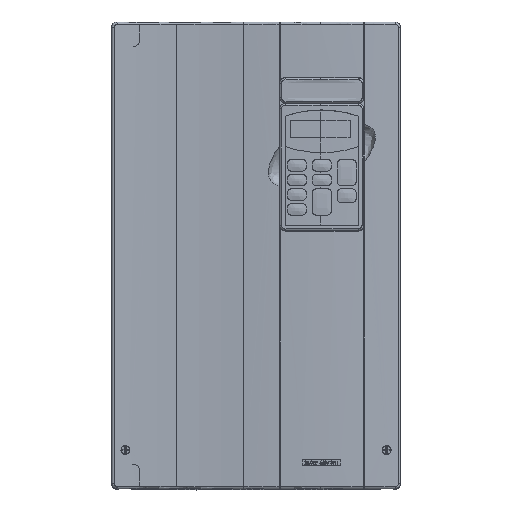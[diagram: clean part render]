
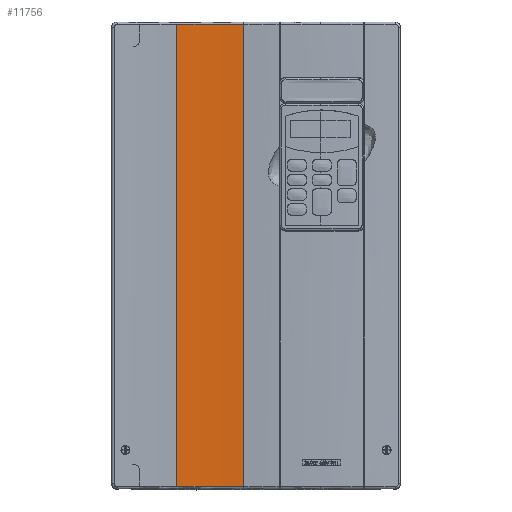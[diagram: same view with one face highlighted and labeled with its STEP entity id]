
A CAD part, top view. The second image highlights one B-rep face of the part: STEP entity #11756.
In plain terms, the highlighted cylindrical face has radius 674.116 mm (diameter 1348.23 mm), a partial arc.
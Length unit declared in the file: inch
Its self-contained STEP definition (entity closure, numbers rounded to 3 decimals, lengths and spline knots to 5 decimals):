
#18 = VERTEX_POINT ( 'NONE', #36987 ) ;
#1689 = CARTESIAN_POINT ( 'NONE',  ( -2.7, 7.87, 3.86922 ) ) ;
#1916 = CARTESIAN_POINT ( 'NONE',  ( -2.7, -7.87, 30.40922 ) ) ;
#6699 = DIRECTION ( 'NONE',  ( 0., 0., 1. ) ) ;
#7218 = ORIENTED_EDGE ( 'NONE', *, *, #51364, .F. ) ;
#8282 = CARTESIAN_POINT ( 'NONE',  ( -2.7, 7.87, 30.40922 ) ) ;
#8297 = CIRCLE ( 'NONE', #9866, 26.54 ) ;
#8356 = CARTESIAN_POINT ( 'NONE',  ( -0.42089, 7.95, 3.96726 ) ) ;
#9866 = AXIS2_PLACEMENT_3D ( 'NONE', #8282, #41733, #13082 ) ;
#11756 = ADVANCED_FACE ( 'NONE', ( #51608 ), #44088, .F. ) ;
#13004 = ORIENTED_EDGE ( 'NONE', *, *, #37936, .T. ) ;
#13082 = DIRECTION ( 'NONE',  ( 0., 0., 1. ) ) ;
#16749 = VERTEX_POINT ( 'NONE', #35831 ) ;
#18035 = ORIENTED_EDGE ( 'NONE', *, *, #36011, .T. ) ;
#24063 = AXIS2_PLACEMENT_3D ( 'NONE', #60176, #50614, #27012 ) ;
#24690 = CARTESIAN_POINT ( 'NONE',  ( -2.7, 7.95, 3.86922 ) ) ;
#27012 = DIRECTION ( 'NONE',  ( 0., 0., -1. ) ) ;
#28991 = LINE ( 'NONE', #24690, #41734 ) ;
#33688 = LINE ( 'NONE', #8356, #57601 ) ;
#35392 = DIRECTION ( 'NONE',  ( 0., -1., 0. ) ) ;
#35831 = CARTESIAN_POINT ( 'NONE',  ( -0.42089, 7.87, 3.96726 ) ) ;
#36011 = EDGE_CURVE ( 'NONE', #36032, #38987, #28991, .T. ) ;
#36032 = VERTEX_POINT ( 'NONE', #1689 ) ;
#36987 = CARTESIAN_POINT ( 'NONE',  ( -0.42089, -7.87, 3.96726 ) ) ;
#37936 = EDGE_CURVE ( 'NONE', #16749, #36032, #8297, .T. ) ;
#38811 = AXIS2_PLACEMENT_3D ( 'NONE', #1916, #35392, #6699 ) ;
#38987 = VERTEX_POINT ( 'NONE', #57774 ) ;
#40951 = EDGE_LOOP ( 'NONE', ( #13004, #18035, #55219, #7218 ) ) ;
#41733 = DIRECTION ( 'NONE',  ( 0., 1., 0. ) ) ;
#41734 = VECTOR ( 'NONE', #53300, 39.37008 ) ;
#44088 = CYLINDRICAL_SURFACE ( 'NONE', #24063, 26.54 ) ;
#46884 = EDGE_CURVE ( 'NONE', #38987, #18, #51612, .T. ) ;
#50614 = DIRECTION ( 'NONE',  ( 0., -1., 0. ) ) ;
#51364 = EDGE_CURVE ( 'NONE', #16749, #18, #33688, .T. ) ;
#51394 = DIRECTION ( 'NONE',  ( 0., -1., 0. ) ) ;
#51608 = FACE_OUTER_BOUND ( 'NONE', #40951, .T. ) ;
#51612 = CIRCLE ( 'NONE', #38811, 26.54 ) ;
#53300 = DIRECTION ( 'NONE',  ( 0., -1., 0. ) ) ;
#55219 = ORIENTED_EDGE ( 'NONE', *, *, #46884, .T. ) ;
#57601 = VECTOR ( 'NONE', #51394, 39.37008 ) ;
#57774 = CARTESIAN_POINT ( 'NONE',  ( -2.7, -7.87, 3.86922 ) ) ;
#60176 = CARTESIAN_POINT ( 'NONE',  ( -2.7, 7.95, 30.40922 ) ) ;
